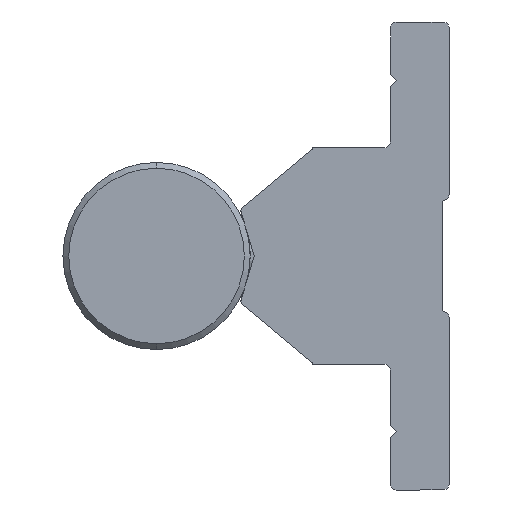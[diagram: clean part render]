
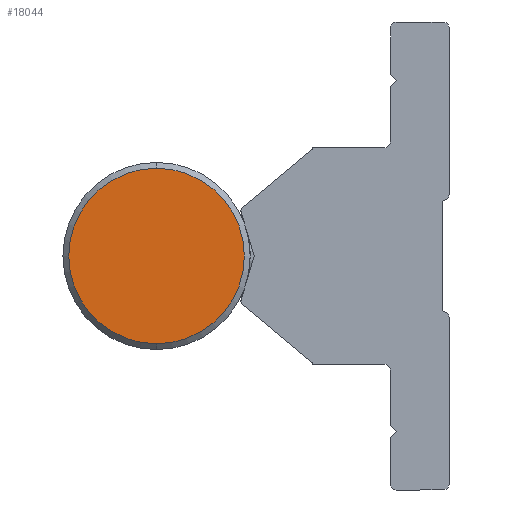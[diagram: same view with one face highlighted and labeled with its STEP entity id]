
A CAD part, left-side view. The second image highlights one B-rep face of the part: STEP entity #18044.
In plain terms, the highlighted planar face has unit normal (-1, 0, 0).
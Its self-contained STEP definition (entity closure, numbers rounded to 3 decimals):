
#2726 = DIRECTION ( 'NONE',  ( -1., 0., 0. ) ) ;
#4378 = CARTESIAN_POINT ( 'NONE',  ( -1175., 0., -7.5 ) ) ;
#4596 = CIRCLE ( 'NONE', #23972, 7.5 ) ;
#4770 = DIRECTION ( 'NONE',  ( 0., 0., 1. ) ) ;
#4945 = CARTESIAN_POINT ( 'NONE',  ( -1175., 0., 0. ) ) ;
#4972 = EDGE_CURVE ( 'NONE', #15176, #26831, #4596, .T. ) ;
#6964 = ORIENTED_EDGE ( 'NONE', *, *, #14329, .T. ) ;
#9040 = CARTESIAN_POINT ( 'NONE',  ( -1175., 0., 7.5 ) ) ;
#10022 = PLANE ( 'NONE',  #23493 ) ;
#10048 = CARTESIAN_POINT ( 'NONE',  ( -1175., 0., 0. ) ) ;
#13815 = EDGE_LOOP ( 'NONE', ( #6964, #32801 ) ) ;
#14329 = EDGE_CURVE ( 'NONE', #26831, #15176, #26288, .T. ) ;
#14572 = DIRECTION ( 'NONE',  ( 0., 0., 1. ) ) ;
#15176 = VERTEX_POINT ( 'NONE', #9040 ) ;
#16106 = CARTESIAN_POINT ( 'NONE',  ( -1175., -25., -500. ) ) ;
#18044 = ADVANCED_FACE ( 'NONE', ( #24861 ), #10022, .T. ) ;
#18267 = AXIS2_PLACEMENT_3D ( 'NONE', #4945, #29770, #14572 ) ;
#22818 = DIRECTION ( 'NONE',  ( 0., 0., 1. ) ) ;
#23493 = AXIS2_PLACEMENT_3D ( 'NONE', #16106, #2726, #22818 ) ;
#23972 = AXIS2_PLACEMENT_3D ( 'NONE', #10048, #30241, #4770 ) ;
#24861 = FACE_OUTER_BOUND ( 'NONE', #13815, .T. ) ;
#26288 = CIRCLE ( 'NONE', #18267, 7.5 ) ;
#26831 = VERTEX_POINT ( 'NONE', #4378 ) ;
#29770 = DIRECTION ( 'NONE',  ( -1., 0., 0. ) ) ;
#30241 = DIRECTION ( 'NONE',  ( -1., 0., 0. ) ) ;
#32801 = ORIENTED_EDGE ( 'NONE', *, *, #4972, .T. ) ;
